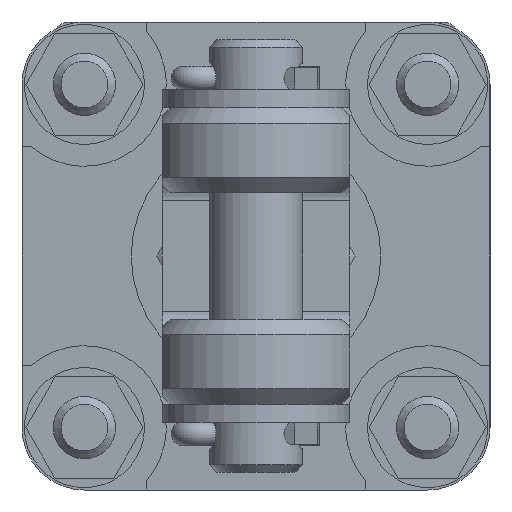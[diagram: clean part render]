
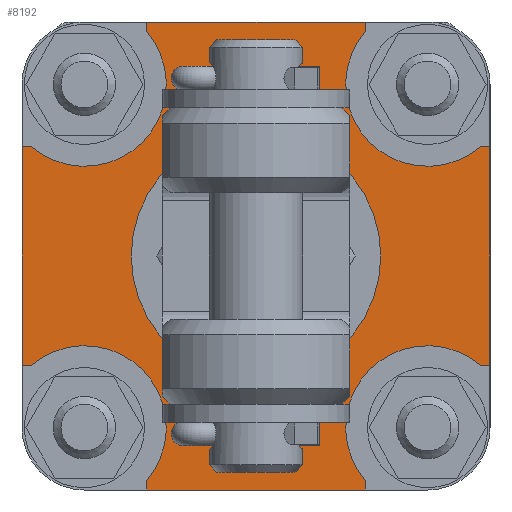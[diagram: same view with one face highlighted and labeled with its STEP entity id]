
A CAD part, left-side view. The second image highlights one B-rep face of the part: STEP entity #8192.
In plain terms, the highlighted planar face has unit normal (-1, 0, 0).
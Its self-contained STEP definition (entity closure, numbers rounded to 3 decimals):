
#184=FACE_BOUND('',#1375,.T.);
#363=PLANE('',#8957);
#857=FACE_OUTER_BOUND('',#1374,.T.);
#1374=EDGE_LOOP('',(#6504,#6505,#6506,#6507,#6508,#6509,#6510,#6511,#6512,
#6513,#6514,#6515,#6516,#6517,#6518,#6519));
#1375=EDGE_LOOP('',(#6520));
#1990=LINE('',#12708,#2785);
#1999=LINE('',#12726,#2794);
#2018=LINE('',#12777,#2813);
#2025=LINE('',#12795,#2820);
#2040=LINE('',#12845,#2835);
#2043=LINE('',#12852,#2838);
#2044=LINE('',#12855,#2839);
#2047=LINE('',#12862,#2842);
#2048=LINE('',#12865,#2843);
#2051=LINE('',#12872,#2846);
#2052=LINE('',#12875,#2847);
#2055=LINE('',#12882,#2850);
#2785=VECTOR('',#10246,10.);
#2794=VECTOR('',#10257,10.);
#2813=VECTOR('',#10314,10.);
#2820=VECTOR('',#10331,10.);
#2835=VECTOR('',#10386,10.);
#2838=VECTOR('',#10395,10.);
#2839=VECTOR('',#10398,10.);
#2842=VECTOR('',#10407,10.);
#2843=VECTOR('',#10410,10.);
#2846=VECTOR('',#10419,10.);
#2847=VECTOR('',#10422,10.);
#2850=VECTOR('',#10431,10.);
#3397=CIRCLE('',#8922,16.);
#3405=CIRCLE('',#8939,10.5);
#3406=CIRCLE('',#8943,10.5);
#3407=CIRCLE('',#8947,10.5);
#3408=CIRCLE('',#8951,10.5);
#3880=VERTEX_POINT('',#12705);
#3881=VERTEX_POINT('',#12707);
#3888=VERTEX_POINT('',#12723);
#3889=VERTEX_POINT('',#12725);
#3901=VERTEX_POINT('',#12774);
#3902=VERTEX_POINT('',#12776);
#3907=VERTEX_POINT('',#12792);
#3908=VERTEX_POINT('',#12794);
#3911=VERTEX_POINT('',#12806);
#3923=VERTEX_POINT('',#12844);
#3924=VERTEX_POINT('',#12848);
#3925=VERTEX_POINT('',#12854);
#3926=VERTEX_POINT('',#12858);
#3927=VERTEX_POINT('',#12864);
#3928=VERTEX_POINT('',#12868);
#3929=VERTEX_POINT('',#12874);
#3930=VERTEX_POINT('',#12878);
#4773=EDGE_CURVE('',#3880,#3881,#1990,.T.);
#4782=EDGE_CURVE('',#3888,#3889,#1999,.T.);
#4808=EDGE_CURVE('',#3901,#3902,#2018,.T.);
#4817=EDGE_CURVE('',#3907,#3908,#2025,.T.);
#4823=EDGE_CURVE('',#3911,#3911,#3397,.T.);
#4841=EDGE_CURVE('',#3901,#3923,#2040,.T.);
#4843=EDGE_CURVE('',#3923,#3924,#3405,.T.);
#4845=EDGE_CURVE('',#3924,#3881,#2043,.T.);
#4846=EDGE_CURVE('',#3880,#3925,#2044,.T.);
#4848=EDGE_CURVE('',#3925,#3926,#3406,.T.);
#4850=EDGE_CURVE('',#3926,#3889,#2047,.T.);
#4851=EDGE_CURVE('',#3888,#3927,#2048,.T.);
#4853=EDGE_CURVE('',#3927,#3928,#3407,.T.);
#4855=EDGE_CURVE('',#3928,#3908,#2051,.T.);
#4856=EDGE_CURVE('',#3907,#3929,#2052,.T.);
#4858=EDGE_CURVE('',#3929,#3930,#3408,.T.);
#4860=EDGE_CURVE('',#3930,#3902,#2055,.T.);
#6504=ORIENTED_EDGE('',*,*,#4855,.T.);
#6505=ORIENTED_EDGE('',*,*,#4817,.F.);
#6506=ORIENTED_EDGE('',*,*,#4856,.T.);
#6507=ORIENTED_EDGE('',*,*,#4858,.T.);
#6508=ORIENTED_EDGE('',*,*,#4860,.T.);
#6509=ORIENTED_EDGE('',*,*,#4808,.F.);
#6510=ORIENTED_EDGE('',*,*,#4841,.T.);
#6511=ORIENTED_EDGE('',*,*,#4843,.T.);
#6512=ORIENTED_EDGE('',*,*,#4845,.T.);
#6513=ORIENTED_EDGE('',*,*,#4773,.F.);
#6514=ORIENTED_EDGE('',*,*,#4846,.T.);
#6515=ORIENTED_EDGE('',*,*,#4848,.T.);
#6516=ORIENTED_EDGE('',*,*,#4850,.T.);
#6517=ORIENTED_EDGE('',*,*,#4782,.F.);
#6518=ORIENTED_EDGE('',*,*,#4851,.T.);
#6519=ORIENTED_EDGE('',*,*,#4853,.T.);
#6520=ORIENTED_EDGE('',*,*,#4823,.T.);
#8192=ADVANCED_FACE('',(#857,#184),#363,.F.);
#8922=AXIS2_PLACEMENT_3D('',#12807,#10344,#10345);
#8939=AXIS2_PLACEMENT_3D('',#12849,#10390,#10391);
#8943=AXIS2_PLACEMENT_3D('',#12859,#10402,#10403);
#8947=AXIS2_PLACEMENT_3D('',#12869,#10414,#10415);
#8951=AXIS2_PLACEMENT_3D('',#12879,#10426,#10427);
#8957=AXIS2_PLACEMENT_3D('',#12890,#10443,#10444);
#10246=DIRECTION('',(0.,0.,1.));
#10257=DIRECTION('',(0.,1.,0.));
#10314=DIRECTION('',(0.,-1.,0.));
#10331=DIRECTION('',(0.,0.,-1.));
#10344=DIRECTION('center_axis',(1.,0.,0.));
#10345=DIRECTION('ref_axis',(0.,0.,1.));
#10386=DIRECTION('',(0.,0.,-1.));
#10390=DIRECTION('center_axis',(1.,0.,0.));
#10391=DIRECTION('ref_axis',(0.,0.762,-0.648));
#10395=DIRECTION('',(0.,1.,0.));
#10398=DIRECTION('',(0.,-1.,0.));
#10402=DIRECTION('center_axis',(1.,0.,0.));
#10403=DIRECTION('ref_axis',(0.,-0.648,-0.762));
#10407=DIRECTION('',(0.,0.,-1.));
#10410=DIRECTION('',(0.,0.,1.));
#10414=DIRECTION('center_axis',(1.,0.,0.));
#10415=DIRECTION('ref_axis',(0.,-0.762,0.648));
#10419=DIRECTION('',(0.,-1.,0.));
#10422=DIRECTION('',(0.,1.,0.));
#10426=DIRECTION('center_axis',(1.,0.,0.));
#10427=DIRECTION('ref_axis',(0.,0.648,0.762));
#10431=DIRECTION('',(0.,0.,1.));
#10443=DIRECTION('center_axis',(1.,0.,0.));
#10444=DIRECTION('ref_axis',(0.,0.,-1.));
#12705=CARTESIAN_POINT('',(0.,30.,-14.));
#12707=CARTESIAN_POINT('',(0.,30.,14.));
#12708=CARTESIAN_POINT('',(0.,30.,-22.));
#12723=CARTESIAN_POINT('',(0.,-14.,-30.));
#12725=CARTESIAN_POINT('',(0.,14.,-30.));
#12726=CARTESIAN_POINT('',(0.,-22.,-30.));
#12774=CARTESIAN_POINT('',(0.,14.,30.));
#12776=CARTESIAN_POINT('',(0.,-14.,30.));
#12777=CARTESIAN_POINT('',(0.,22.,30.));
#12792=CARTESIAN_POINT('',(0.,-30.,14.));
#12794=CARTESIAN_POINT('',(0.,-30.,-14.));
#12795=CARTESIAN_POINT('',(0.,-30.,22.));
#12806=CARTESIAN_POINT('',(0.,0.,-16.));
#12807=CARTESIAN_POINT('Origin',(0.,0.,0.));
#12844=CARTESIAN_POINT('',(0.,14.,28.801));
#12845=CARTESIAN_POINT('',(0.,14.,14.4));
#12848=CARTESIAN_POINT('',(0.,28.801,14.));
#12849=CARTESIAN_POINT('Origin',(0.,22.,22.));
#12852=CARTESIAN_POINT('',(0.,15.,14.));
#12854=CARTESIAN_POINT('',(0.,28.801,-14.));
#12855=CARTESIAN_POINT('',(0.,14.4,-14.));
#12858=CARTESIAN_POINT('',(0.,14.,-28.801));
#12859=CARTESIAN_POINT('Origin',(0.,22.,-22.));
#12862=CARTESIAN_POINT('',(0.,14.,-15.));
#12864=CARTESIAN_POINT('',(0.,-14.,-28.801));
#12865=CARTESIAN_POINT('',(0.,-14.,-14.4));
#12868=CARTESIAN_POINT('',(0.,-28.801,-14.));
#12869=CARTESIAN_POINT('Origin',(0.,-22.,-22.));
#12872=CARTESIAN_POINT('',(0.,-15.,-14.));
#12874=CARTESIAN_POINT('',(0.,-28.801,14.));
#12875=CARTESIAN_POINT('',(0.,-14.4,14.));
#12878=CARTESIAN_POINT('',(0.,-14.,28.801));
#12879=CARTESIAN_POINT('Origin',(0.,-22.,22.));
#12882=CARTESIAN_POINT('',(0.,-14.,15.));
#12890=CARTESIAN_POINT('Origin',(0.,0.,0.));
